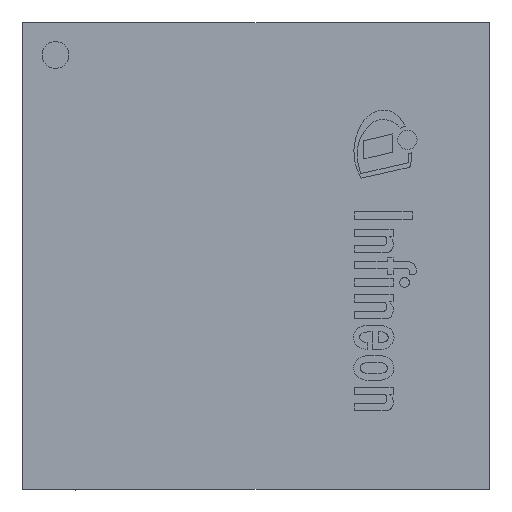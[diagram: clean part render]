
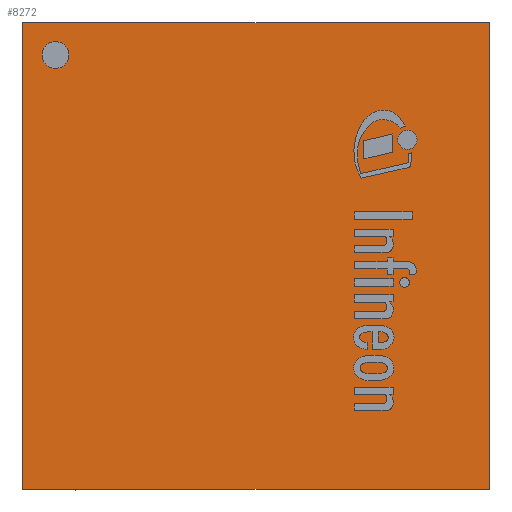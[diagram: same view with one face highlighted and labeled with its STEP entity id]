
A CAD part, top view. The second image highlights one B-rep face of the part: STEP entity #8272.
In plain terms, the highlighted planar face has unit normal (0, 0, 1).
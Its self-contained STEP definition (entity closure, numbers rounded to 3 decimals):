
#746=LINE('',#13128,#1668);
#747=LINE('',#13130,#1669);
#748=LINE('',#13132,#1670);
#749=LINE('',#13133,#1671);
#1668=VECTOR('',#10876,1.);
#1669=VECTOR('',#10877,1.);
#1670=VECTOR('',#10878,1.);
#1671=VECTOR('',#10879,1.);
#2410=PLANE('',#9010);
#2514=FACE_BOUND('',#3455,.T.);
#2922=FACE_OUTER_BOUND('',#3454,.T.);
#3454=EDGE_LOOP('',(#7179,#7180,#7181,#7182));
#3455=EDGE_LOOP('',(#7183));
#3719=CIRCLE('',#9009,0.2);
#4275=VERTEX_POINT('',#13123);
#4276=VERTEX_POINT('',#13126);
#4277=VERTEX_POINT('',#13127);
#4278=VERTEX_POINT('',#13129);
#4279=VERTEX_POINT('',#13131);
#5281=EDGE_CURVE('',#4275,#4275,#3719,.T.);
#5282=EDGE_CURVE('',#4276,#4277,#746,.T.);
#5283=EDGE_CURVE('',#4278,#4276,#747,.T.);
#5284=EDGE_CURVE('',#4279,#4278,#748,.T.);
#5285=EDGE_CURVE('',#4277,#4279,#749,.T.);
#7179=ORIENTED_EDGE('',*,*,#5282,.F.);
#7180=ORIENTED_EDGE('',*,*,#5283,.F.);
#7181=ORIENTED_EDGE('',*,*,#5284,.F.);
#7182=ORIENTED_EDGE('',*,*,#5285,.F.);
#7183=ORIENTED_EDGE('',*,*,#5281,.T.);
#8272=ADVANCED_FACE('',(#2922,#2514),#2410,.F.);
#9009=AXIS2_PLACEMENT_3D('',#13124,#10872,#10873);
#9010=AXIS2_PLACEMENT_3D('',#13125,#10874,#10875);
#10872=DIRECTION('center_axis',(0.,0.,-1.));
#10873=DIRECTION('ref_axis',(-1.,0.,0.));
#10874=DIRECTION('center_axis',(0.,0.,-1.));
#10875=DIRECTION('ref_axis',(-1.,0.,0.));
#10876=DIRECTION('',(1.,0.,0.));
#10877=DIRECTION('',(0.,1.,0.));
#10878=DIRECTION('',(-1.,0.,0.));
#10879=DIRECTION('',(0.,-1.,0.));
#13123=CARTESIAN_POINT('',(-2.8,3.005,1.));
#13124=CARTESIAN_POINT('Origin',(-3.,3.005,1.));
#13125=CARTESIAN_POINT('Origin',(0.,0.,
1.));
#13126=CARTESIAN_POINT('',(-3.49,3.49,1.));
#13127=CARTESIAN_POINT('',(3.49,3.49,1.));
#13128=CARTESIAN_POINT('',(1.745,3.49,1.));
#13129=CARTESIAN_POINT('',(-3.49,-3.49,1.));
#13130=CARTESIAN_POINT('',(-3.49,1.745,1.));
#13131=CARTESIAN_POINT('',(3.49,-3.49,1.));
#13132=CARTESIAN_POINT('',(-1.745,-3.49,1.));
#13133=CARTESIAN_POINT('',(3.49,-1.745,1.));
